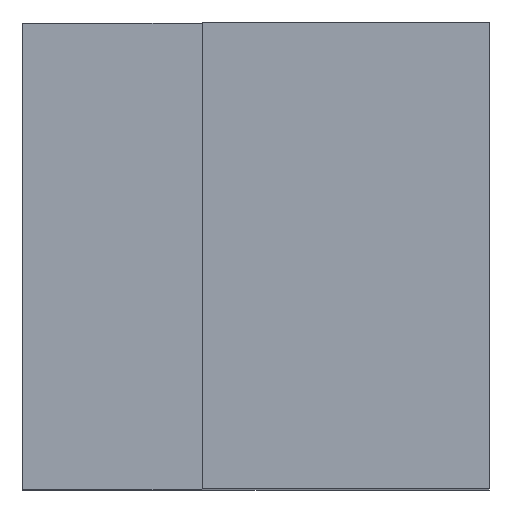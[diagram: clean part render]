
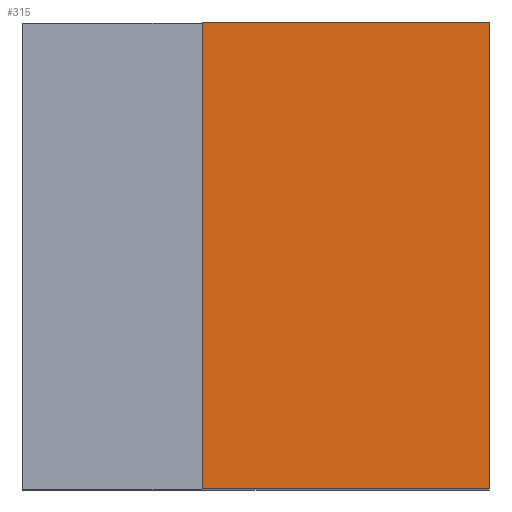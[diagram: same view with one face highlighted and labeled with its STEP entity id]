
A CAD part, top view. The second image highlights one B-rep face of the part: STEP entity #315.
In plain terms, the highlighted planar face has unit normal (0, 0, 1).
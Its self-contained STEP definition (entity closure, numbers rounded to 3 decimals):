
#315 = ADVANCED_FACE ( 'NONE', ( #2352 ), #2353, .T. ) ;
#379 = EDGE_CURVE ( 'NONE', #2140, #2156, #2550, .T. ) ;
#383 = EDGE_CURVE ( 'NONE', #2148, #2140, #3041, .T. ) ;
#751 = ORIENTED_EDGE ( 'NONE', *, *, #383, .T. ) ;
#752 = ORIENTED_EDGE ( 'NONE', *, *, #379, .T. ) ;
#753 = ORIENTED_EDGE ( 'NONE', *, *, #2635, .T. ) ;
#754 = ORIENTED_EDGE ( 'NONE', *, *, #2626, .T. ) ;
#1431 = EDGE_LOOP ( 'NONE', ( #751, #752, #753, #754 ) ) ;
#2140 = VERTEX_POINT ( 'NONE', #5379 ) ;
#2148 = VERTEX_POINT ( 'NONE', #5387 ) ;
#2155 = VERTEX_POINT ( 'NONE', #5394 ) ;
#2156 = VERTEX_POINT ( 'NONE', #5395 ) ;
#2346 = CARTESIAN_POINT ( 'NONE',  ( 6.5, -6.5, 20. ) ) ;
#2352 = FACE_OUTER_BOUND ( 'NONE', #1431, .T. ) ;
#2353 = PLANE ( 'NONE',  #6415 ) ;
#2355 = DIRECTION ( 'NONE',  ( 0., 0., 1. ) ) ;
#2356 = DIRECTION ( 'NONE',  ( 1., 0., 0. ) ) ;
#2550 = LINE ( 'NONE', #3029, #2743 ) ;
#2626 = EDGE_CURVE ( 'NONE', #2155, #2148, #5730, .T. ) ;
#2635 = EDGE_CURVE ( 'NONE', #2156, #2155, #5765, .T. ) ;
#2743 = VECTOR ( 'NONE', #3030, 1000. ) ;
#2749 = VECTOR ( 'NONE', #3043, 1000. ) ;
#3029 = CARTESIAN_POINT ( 'NONE',  ( 6.5, -6.5, 20. ) ) ;
#3030 = DIRECTION ( 'NONE',  ( 0., 1., 0. ) ) ;
#3041 = LINE ( 'NONE', #3042, #2749 ) ;
#3042 = CARTESIAN_POINT ( 'NONE',  ( -1.5, -6.5, 20. ) ) ;
#3043 = DIRECTION ( 'NONE',  ( 1., 0., 0. ) ) ;
#5379 = CARTESIAN_POINT ( 'NONE',  ( 6.5, -6.5, 20. ) ) ;
#5387 = CARTESIAN_POINT ( 'NONE',  ( -1.5, -6.5, 20. ) ) ;
#5394 = CARTESIAN_POINT ( 'NONE',  ( -1.5, 6.5, 20. ) ) ;
#5395 = CARTESIAN_POINT ( 'NONE',  ( 6.5, 6.5, 20. ) ) ;
#5730 = LINE ( 'NONE', #5740, #6095 ) ;
#5740 = CARTESIAN_POINT ( 'NONE',  ( -1.5, 6.5, 20. ) ) ;
#5741 = DIRECTION ( 'NONE',  ( 0., -1., 0. ) ) ;
#5765 = LINE ( 'NONE', #5766, #6105 ) ;
#5766 = CARTESIAN_POINT ( 'NONE',  ( 6.5, 6.5, 20. ) ) ;
#5767 = DIRECTION ( 'NONE',  ( -1., 0., 0. ) ) ;
#6095 = VECTOR ( 'NONE', #5741, 1000. ) ;
#6105 = VECTOR ( 'NONE', #5767, 1000. ) ;
#6415 = AXIS2_PLACEMENT_3D ( 'NONE', #2346, #2355, #2356 ) ;
